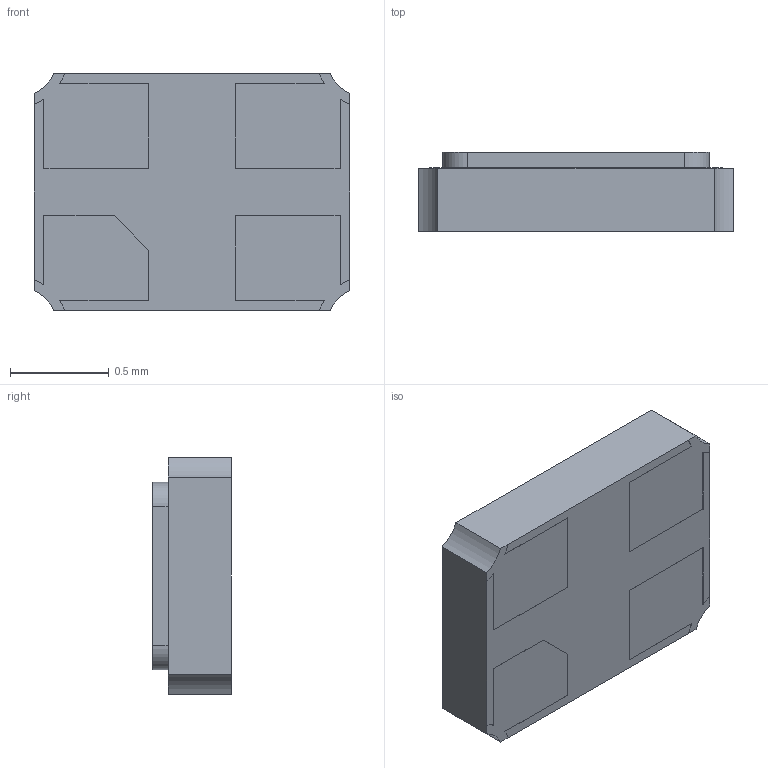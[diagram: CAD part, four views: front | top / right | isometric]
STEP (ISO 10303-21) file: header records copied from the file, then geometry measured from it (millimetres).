
FILE_DESCRIPTION (( 'STEP AP214' ), '1' );
FILE_NAME ('ABM12W.STEP', '2017-02-13T12:40:12', ( 'sathurthi' ), ( '' ), 'SwSTEP 2.0', 'SolidWorks 2014', '' );
FILE_SCHEMA (( 'AUTOMOTIVE_DESIGN' ));
Length unit declared in the file: millimetre
Products named in the file (1): ABM12W
Bounding box: 1.6 x 0.4 x 1.2 mm (x, y, z)
Volume: 0.7 mm3; surface area: 5.9 mm2
Topology: 1 solids, 1 shells, 152 faces, 417 edges, 278 vertices
Faces by surface type: plane 101, bspline 31, cylinder 20
Entity records: 7711 total; most frequent: CARTESIAN_POINT 2375, ORIENTED_EDGE 834, DIRECTION 639, EDGE_CURVE 417, VECTOR 315, LINE 315, VERTEX_POINT 278, EDGE_LOOP 163
